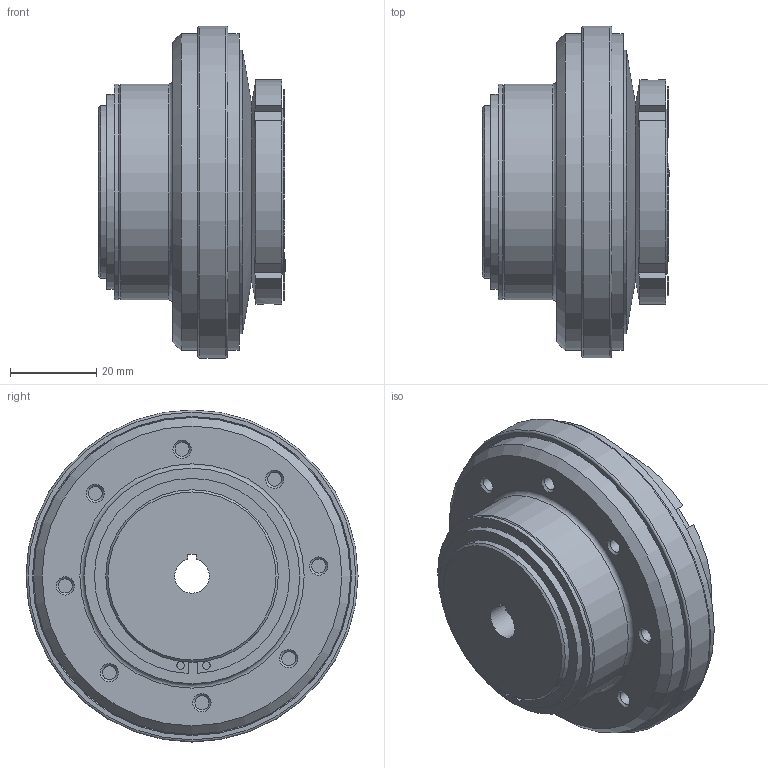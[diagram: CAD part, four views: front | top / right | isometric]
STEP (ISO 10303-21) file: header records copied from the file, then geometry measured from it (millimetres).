
FILE_DESCRIPTION(/* description */ ('Unknown','CAx-IF Rec.Pracs.---Representation and Presentation of Product Manufacturing Information (PMI)---4.0---2014-10-13','CAx-IF Rec.Pracs.---3D Tessellated Geometry---0.4---2014-09-14','2;1'),/* implementation_level */ '2;1');
FILE_NAME(/* name */ 'SKR - N 25',/* time_stamp */ '2023-03-24T09:27:22+01:00',/* author */ ('Unknown'),/* organization */ ('Unknown'),/* preprocessor_version */ 'ST-DEVELOPER v18.102',/* originating_system */ 'Solid Edge',/* authorisation */ 'Unknown');
FILE_SCHEMA (('AP242_MANAGED_MODEL_BASED_3D_ENGINEERING_MIM_LF { 1 0 10303 442 1 1 4 }'));
Length unit declared in the file: millimetre
Products named in the file (12): 00524439; KT102053; 27924431_oa_0; 20424602; 20423996; kt103855; 20823999; 20916837; 20613343; KT100050; KT101121; Text SKR - Logo Serie N25
Assembly tree (11 placements, depth 3):
  00524439
    KT102053
    27924431_oa_0
    20424602
      20423996
      kt103855
    20823999
    20916837
    20613343
    KT100050
    KT101121
    Text SKR - Logo Serie N25
Bounding box: 43.4 x 77 x 77 mm (x, y, z)
Volume: 112308.4 mm3; surface area: 52352.5 mm2
Topology: 46 solids, 46 shells, 532 faces, 1321 edges, 878 vertices
Faces by surface type: plane 349, cylinder 77, cone 40, bspline 37, torus 29
Full cylindrical faces by diameter (mm): 1.778 x2, 3.075 x2, 3.242 x8, 3.3 x2, 3.382 x2, 4 x1, 6 x13, 30.077 x1, 30.687 x1, 37.8 x1, 39 x1, 40 x3, 40.1 x2, 40.2 x1, 40.3 x1, 44 x2, 50 x2, 52 x2, 56 x1, 73.5 x2, 74 x2, 77 x1
Entity records: 17260 total; most frequent: CARTESIAN_POINT 5364, ORIENTED_EDGE 2294, DIRECTION 2036, EDGE_CURVE 1147, VERTEX_POINT 830, AXIS2_PLACEMENT_3D 770, FACE_BOUND 739, EDGE_LOOP 724
